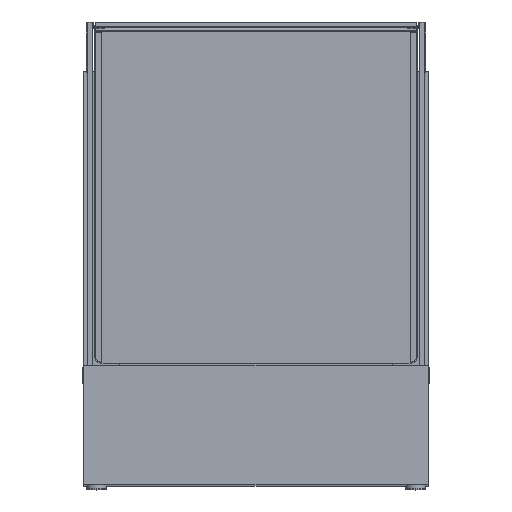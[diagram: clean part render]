
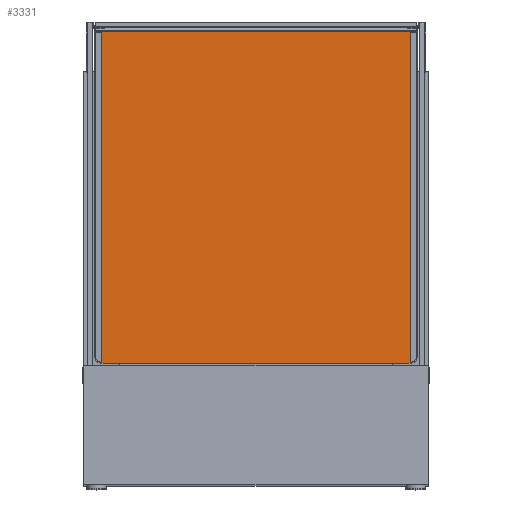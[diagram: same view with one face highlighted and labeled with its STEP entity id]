
A CAD part, top view. The second image highlights one B-rep face of the part: STEP entity #3331.
In plain terms, the highlighted planar face has unit normal (0, 0, 1).
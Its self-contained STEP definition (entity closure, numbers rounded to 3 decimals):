
#59 = DIRECTION ( 'NONE',  ( 0., 1., 0. ) ) ;
#569 = EDGE_CURVE ( 'NONE', #9530, #10001, #9810, .T. ) ;
#776 = VERTEX_POINT ( 'NONE', #10717 ) ;
#967 = FACE_OUTER_BOUND ( 'NONE', #1201, .T. ) ;
#1175 = VECTOR ( 'NONE', #4584, 1000. ) ;
#1201 = EDGE_LOOP ( 'NONE', ( #3498, #6870, #10375, #5405, #2163, #2698 ) ) ;
#1768 = PLANE ( 'NONE',  #9843 ) ;
#1884 = DIRECTION ( 'NONE',  ( 1., 0., 0. ) ) ;
#2008 = CIRCLE ( 'NONE', #10815, 10. ) ;
#2163 = ORIENTED_EDGE ( 'NONE', *, *, #6003, .T. ) ;
#2340 = CARTESIAN_POINT ( 'NONE',  ( -193., 153.4, 282.5 ) ) ;
#2698 = ORIENTED_EDGE ( 'NONE', *, *, #2851, .F. ) ;
#2742 = LINE ( 'NONE', #9412, #6572 ) ;
#2851 = EDGE_CURVE ( 'NONE', #10001, #6850, #10545, .T. ) ;
#3003 = CARTESIAN_POINT ( 'NONE',  ( -203., 572.4, 282.5 ) ) ;
#3331 = ADVANCED_FACE ( 'NONE', ( #967 ), #1768, .F. ) ;
#3498 = ORIENTED_EDGE ( 'NONE', *, *, #569, .F. ) ;
#3661 = VERTEX_POINT ( 'NONE', #2340 ) ;
#4248 = CARTESIAN_POINT ( 'NONE',  ( -193., 163.4, 282.5 ) ) ;
#4324 = VECTOR ( 'NONE', #9387, 1000. ) ;
#4352 = VERTEX_POINT ( 'NONE', #7451 ) ;
#4380 = CARTESIAN_POINT ( 'NONE',  ( -203., 163.4, 282.5 ) ) ;
#4477 = EDGE_CURVE ( 'NONE', #776, #4352, #2008, .T. ) ;
#4584 = DIRECTION ( 'NONE',  ( 0., 1., 0. ) ) ;
#5006 = CARTESIAN_POINT ( 'NONE',  ( -625.543, 153.4, 282.5 ) ) ;
#5027 = DIRECTION ( 'NONE',  ( 0., 0., -1. ) ) ;
#5105 = DIRECTION ( 'NONE',  ( 0., 0., 1. ) ) ;
#5405 = ORIENTED_EDGE ( 'NONE', *, *, #4477, .T. ) ;
#5668 = CARTESIAN_POINT ( 'NONE',  ( -203., 572.4, 282.5 ) ) ;
#6003 = EDGE_CURVE ( 'NONE', #4352, #6850, #2742, .T. ) ;
#6082 = EDGE_CURVE ( 'NONE', #9530, #3661, #8470, .T. ) ;
#6572 = VECTOR ( 'NONE', #7576, 1000. ) ;
#6743 = CARTESIAN_POINT ( 'NONE',  ( -625.543, 572.4, 282.5 ) ) ;
#6850 = VERTEX_POINT ( 'NONE', #7818 ) ;
#6853 = DIRECTION ( 'NONE',  ( 0., 0., 1. ) ) ;
#6870 = ORIENTED_EDGE ( 'NONE', *, *, #6082, .T. ) ;
#7042 = CARTESIAN_POINT ( 'NONE',  ( 193., 163.4, 282.5 ) ) ;
#7451 = CARTESIAN_POINT ( 'NONE',  ( 203., 163.4, 282.5 ) ) ;
#7576 = DIRECTION ( 'NONE',  ( 0., 1., 0. ) ) ;
#7647 = DIRECTION ( 'NONE',  ( 0., 1., 0. ) ) ;
#7818 = CARTESIAN_POINT ( 'NONE',  ( 203., 572.4, 282.5 ) ) ;
#7870 = CARTESIAN_POINT ( 'NONE',  ( -625.543, 572.4, 282.5 ) ) ;
#8470 = CIRCLE ( 'NONE', #8699, 10. ) ;
#8699 = AXIS2_PLACEMENT_3D ( 'NONE', #4248, #5105, #59 ) ;
#9387 = DIRECTION ( 'NONE',  ( 1., 0., 0. ) ) ;
#9409 = DIRECTION ( 'NONE',  ( 0., 1., 0. ) ) ;
#9412 = CARTESIAN_POINT ( 'NONE',  ( 203., 572.4, 282.5 ) ) ;
#9530 = VERTEX_POINT ( 'NONE', #4380 ) ;
#9810 = LINE ( 'NONE', #3003, #1175 ) ;
#9843 = AXIS2_PLACEMENT_3D ( 'NONE', #6743, #5027, #9409 ) ;
#10001 = VERTEX_POINT ( 'NONE', #5668 ) ;
#10302 = LINE ( 'NONE', #5006, #4324 ) ;
#10375 = ORIENTED_EDGE ( 'NONE', *, *, #10594, .T. ) ;
#10545 = LINE ( 'NONE', #7870, #10679 ) ;
#10594 = EDGE_CURVE ( 'NONE', #3661, #776, #10302, .T. ) ;
#10679 = VECTOR ( 'NONE', #1884, 1000. ) ;
#10717 = CARTESIAN_POINT ( 'NONE',  ( 193., 153.4, 282.5 ) ) ;
#10815 = AXIS2_PLACEMENT_3D ( 'NONE', #7042, #6853, #7647 ) ;
